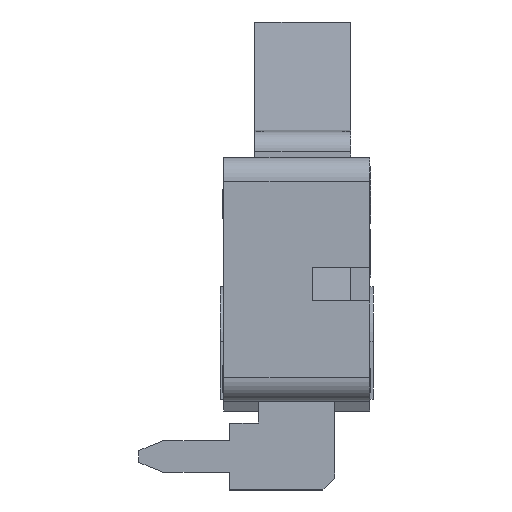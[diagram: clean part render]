
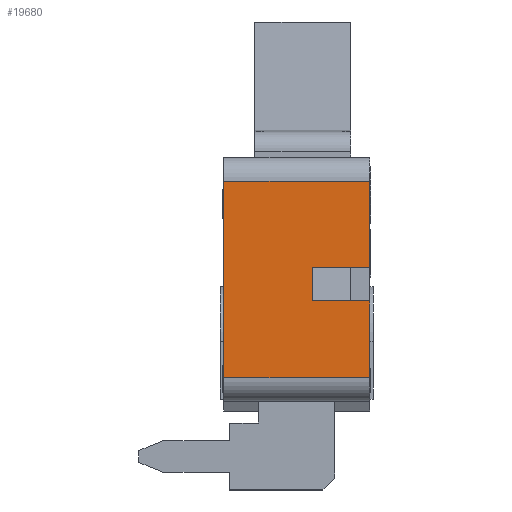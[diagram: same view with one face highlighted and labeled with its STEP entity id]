
A CAD part, left-side view. The second image highlights one B-rep face of the part: STEP entity #19680.
In plain terms, the highlighted planar face has unit normal (-1, 0, 0).
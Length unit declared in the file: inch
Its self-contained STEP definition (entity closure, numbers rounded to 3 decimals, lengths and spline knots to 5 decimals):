
#2848=CARTESIAN_POINT('',(-0.20079,-0.24016,0.12205));
#2849=VERTEX_POINT('',#2848);
#2856=CARTESIAN_POINT('',(-0.20079,-0.14567,0.12205));
#2857=VERTEX_POINT('',#2856);
#2858=CARTESIAN_POINT('',(-0.20079,-0.14567,0.12205));
#2859=DIRECTION('',(0.0,-1.0,0.0));
#2860=VECTOR('',#2859,0.09449);
#2861=LINE('',#2858,#2860);
#2862=EDGE_CURVE('',#2857,#2849,#2861,.T.);
#16387=CARTESIAN_POINT('',(-0.20079,-0.24016,0.06693));
#16388=VERTEX_POINT('',#16387);
#16395=CARTESIAN_POINT('',(-0.20079,-0.24016,-0.05906));
#16396=VERTEX_POINT('',#16395);
#16397=CARTESIAN_POINT('',(-0.20079,-0.24016,-0.05906));
#16398=DIRECTION('',(0.0,0.0,1.0));
#16399=VECTOR('',#16398,0.12598);
#16400=LINE('',#16397,#16399);
#16401=EDGE_CURVE('',#16396,#16388,#16400,.T.);
#16548=CARTESIAN_POINT('',(-0.20079,-0.24016,0.26378));
#16549=VERTEX_POINT('',#16548);
#16557=CARTESIAN_POINT('',(-0.20079,-0.24016,0.12205));
#16558=DIRECTION('',(0.0,0.0,1.0));
#16559=VECTOR('',#16558,0.14173);
#16560=LINE('',#16557,#16559);
#16561=EDGE_CURVE('',#2849,#16549,#16560,.T.);
#17311=CARTESIAN_POINT('',(-0.20079,-0.14567,0.06693));
#17312=VERTEX_POINT('',#17311);
#17321=CARTESIAN_POINT('',(-0.20079,-0.24016,0.06693));
#17322=DIRECTION('',(0.0,1.0,0.0));
#17323=VECTOR('',#17322,0.09449);
#17324=LINE('',#17321,#17323);
#17325=EDGE_CURVE('',#16388,#17312,#17324,.T.);
#17922=CARTESIAN_POINT('',(-0.20079,0.0,-0.05906));
#17923=VERTEX_POINT('',#17922);
#17931=CARTESIAN_POINT('',(-0.20079,0.0,0.26378));
#17932=VERTEX_POINT('',#17931);
#17933=CARTESIAN_POINT('',(-0.20079,0.0,0.26378));
#17934=DIRECTION('',(0.0,0.0,-1.0));
#17935=VECTOR('',#17934,0.32283);
#17936=LINE('',#17933,#17935);
#17937=EDGE_CURVE('',#17932,#17923,#17936,.T.);
#19644=CARTESIAN_POINT('',(-0.20079,-0.14567,0.06693));
#19645=DIRECTION('',(0.0,0.0,1.0));
#19646=VECTOR('',#19645,0.05512);
#19647=LINE('',#19644,#19646);
#19648=EDGE_CURVE('',#17312,#2857,#19647,.T.);
#19655=CARTESIAN_POINT('',(-0.20079,-0.25217,-0.0752));
#19656=DIRECTION('',(-1.0,0.0,0.0));
#19657=DIRECTION('',(0.0,0.0,1.0));
#19658=AXIS2_PLACEMENT_3D('',#19655,#19656,#19657);
#19659=PLANE('',#19658);
#19660=ORIENTED_EDGE('',*,*,#17937,.T.);
#19661=CARTESIAN_POINT('',(-0.20079,-0.24016,-0.05906));
#19662=DIRECTION('',(0.0,1.0,0.0));
#19663=VECTOR('',#19662,0.24016);
#19664=LINE('',#19661,#19663);
#19665=EDGE_CURVE('',#16396,#17923,#19664,.T.);
#19666=ORIENTED_EDGE('',*,*,#19665,.F.);
#19667=ORIENTED_EDGE('',*,*,#16401,.T.);
#19668=ORIENTED_EDGE('',*,*,#17325,.T.);
#19669=ORIENTED_EDGE('',*,*,#19648,.T.);
#19670=ORIENTED_EDGE('',*,*,#2862,.T.);
#19671=ORIENTED_EDGE('',*,*,#16561,.T.);
#19672=CARTESIAN_POINT('',(-0.20079,-0.24016,0.26378));
#19673=DIRECTION('',(0.0,1.0,0.0));
#19674=VECTOR('',#19673,0.24016);
#19675=LINE('',#19672,#19674);
#19676=EDGE_CURVE('',#16549,#17932,#19675,.T.);
#19677=ORIENTED_EDGE('',*,*,#19676,.T.);
#19678=EDGE_LOOP('',(#19660,#19666,#19667,#19668,#19669,#19670,#19671,#19677));
#19679=FACE_OUTER_BOUND('',#19678,.T.);
#19680=ADVANCED_FACE('',(#19679),#19659,.T.);
